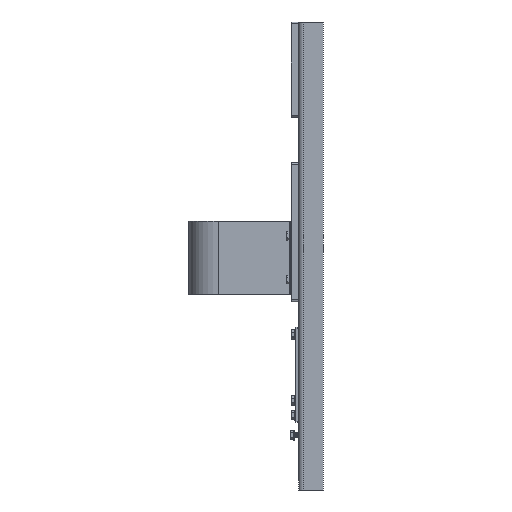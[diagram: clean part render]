
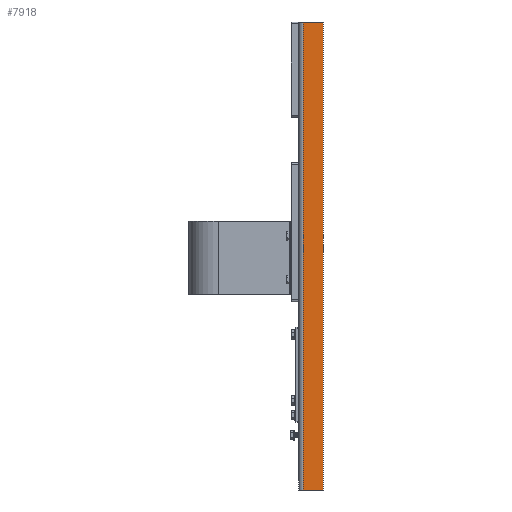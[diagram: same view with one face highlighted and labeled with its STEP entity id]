
A CAD part, left-side view. The second image highlights one B-rep face of the part: STEP entity #7918.
In plain terms, the highlighted planar face has unit normal (-1, 0, 0).
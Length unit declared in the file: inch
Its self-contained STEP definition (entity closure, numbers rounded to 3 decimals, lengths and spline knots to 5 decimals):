
#796=PLANE('',#8660);
#906=FACE_OUTER_BOUND('',#1495,.T.);
#1495=EDGE_LOOP('',(#5706,#5707,#5708,#5709));
#2199=LINE('',#12332,#2702);
#2249=LINE('',#12507,#2752);
#2251=LINE('',#12511,#2754);
#2252=LINE('',#12512,#2755);
#2702=VECTOR('',#9774,0.3937);
#2752=VECTOR('',#9946,0.3937);
#2754=VECTOR('',#9950,0.3937);
#2755=VECTOR('',#9951,0.3937);
#3680=VERTEX_POINT('',#12329);
#3681=VERTEX_POINT('',#12331);
#3745=VERTEX_POINT('',#12505);
#3746=VERTEX_POINT('',#12510);
#4411=EDGE_CURVE('',#3681,#3680,#2199,.T.);
#4500=EDGE_CURVE('',#3745,#3680,#2249,.T.);
#4502=EDGE_CURVE('',#3745,#3746,#2251,.T.);
#4503=EDGE_CURVE('',#3681,#3746,#2252,.T.);
#5706=ORIENTED_EDGE('',*,*,#4500,.F.);
#5707=ORIENTED_EDGE('',*,*,#4502,.T.);
#5708=ORIENTED_EDGE('',*,*,#4503,.F.);
#5709=ORIENTED_EDGE('',*,*,#4411,.T.);
#7918=ADVANCED_FACE('',(#906),#796,.T.);
#8660=AXIS2_PLACEMENT_3D('',#12509,#9948,#9949);
#9774=DIRECTION('',(0.,1.,0.));
#9946=DIRECTION('',(0.,0.,1.));
#9948=DIRECTION('center_axis',(-1.,0.,0.));
#9949=DIRECTION('ref_axis',(0.,0.,1.));
#9950=DIRECTION('',(0.,-1.,0.));
#9951=DIRECTION('',(0.,0.,-1.));
#12329=CARTESIAN_POINT('',(-6.,-0.3125,0.));
#12331=CARTESIAN_POINT('',(-6.,-1.6875,0.));
#12332=CARTESIAN_POINT('',(-6.,-1.6875,0.));
#12505=CARTESIAN_POINT('',(-6.,-0.3125,-32.));
#12507=CARTESIAN_POINT('',(-6.,-0.3125,0.));
#12509=CARTESIAN_POINT('Origin',(-6.,0.,0.));
#12510=CARTESIAN_POINT('',(-6.,-1.6875,-32.));
#12511=CARTESIAN_POINT('',(-6.,-1.6875,-32.));
#12512=CARTESIAN_POINT('',(-6.,-1.6875,0.));
